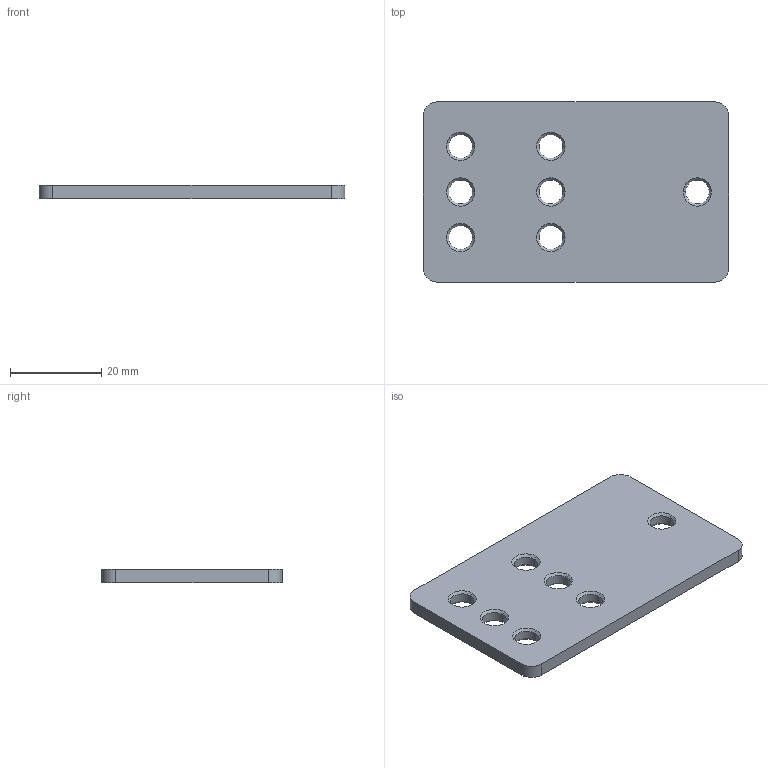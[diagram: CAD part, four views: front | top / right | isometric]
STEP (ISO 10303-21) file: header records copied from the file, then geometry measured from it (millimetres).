
FILE_DESCRIPTION (( 'STEP AP214' ), '1' );
FILE_NAME ('A235 Ïëàñòèíà íàòÿæíîãî ðîëèêà 67x40.STEP', '2019-09-11T14:16:10', ( 'Windows User' ), ( '' ), 'SwSTEP 2.0', 'SolidWorks 2018', '' );
FILE_SCHEMA (( 'AUTOMOTIVE_DESIGN' ));
Length unit declared in the file: millimetre
Products named in the file (1): A235 Ïëàñòèíà íàòÿæíîãî ðîëèêà 67x40
Bounding box: 67 x 39.5 x 3 mm (x, y, z)
Volume: 7439.9 mm3; surface area: 5884.4 mm2
Topology: 1 solids, 1 shells, 52 faces, 122 edges, 72 vertices
Faces by surface type: cone 28, cylinder 18, plane 6
Entity records: 1548 total; most frequent: DIRECTION 292, CARTESIAN_POINT 247, ORIENTED_EDGE 244, EDGE_CURVE 122, AXIS2_PLACEMENT_3D 117, VERTEX_POINT 72, EDGE_LOOP 66, CIRCLE 64
